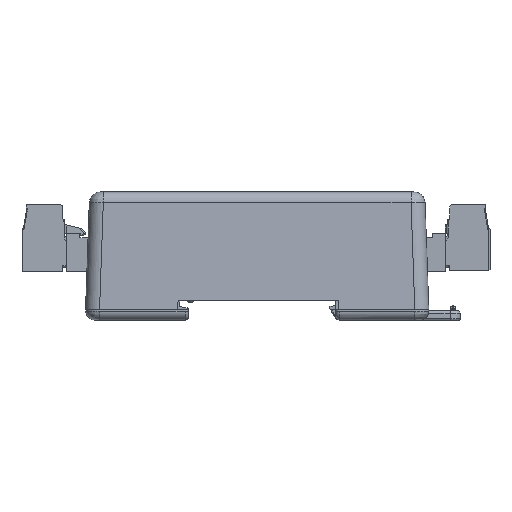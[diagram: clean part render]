
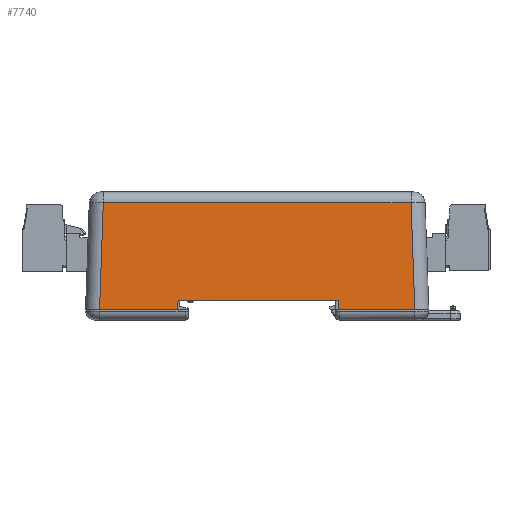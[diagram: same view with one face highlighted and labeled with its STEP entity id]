
A CAD part, front view. The second image highlights one B-rep face of the part: STEP entity #7740.
In plain terms, the highlighted free-form (B-spline) face has degree [1, 1] with [2, 2] control points.
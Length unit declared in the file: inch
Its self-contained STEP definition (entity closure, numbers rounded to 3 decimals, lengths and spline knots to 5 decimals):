
#6682=CARTESIAN_POINT('V101',(0.02464,-0.22869,
   0.61349));
#6683=VERTEX_POINT('V101',#6682);
#6737=CARTESIAN_POINT('V98',(2.76473,-0.22869,
   0.61349));
#6738=VERTEX_POINT('V98',#6737);
#6758=CARTESIAN_POINT('E155',(2.76473,-0.22869,
   0.61349));
#6759=CARTESIAN_POINT('E155',(0.02464,-0.22869,
   0.61349));
#6760=B_SPLINE_CURVE_WITH_KNOTS('E155',1,(#6758,#6759),
   .POLYLINE_FORM.,.F.,.U.,(2,2),(2.0,19.84047),
   .UNSPECIFIED.);
#6761=EDGE_CURVE('E155',#6738,#6683,#6760,.T.);
#7685=CARTESIAN_POINT('F13',(-0.13887,-0.26199,
   -0.34));
#7686=CARTESIAN_POINT('F13',(2.92824,-0.26199,
   -0.34));
#7687=CARTESIAN_POINT('F13',(-0.13887,-0.22532,
   0.71));
#7688=CARTESIAN_POINT('F13',(2.92824,-0.22532,
   0.71));
#7689=B_SPLINE_SURFACE_WITH_KNOTS('F13',1,1,((#7685,#7687),(#7686,
   #7688)),.PLANE_SURF.,.F.,.F.,.U.,(2,2),(2,2),(0.0,
   2.91928),(0.0,1.0),.UNSPECIFIED.);
#7690=ORIENTED_EDGE('F57',*,*,#6761,.T.);
#7691=CARTESIAN_POINT('V39',(-0.00866,-0.26199,
   -0.34));
#7692=VERTEX_POINT('V39',#7691);
#7693=CARTESIAN_POINT('E66',(0.02464,-0.22869,
   0.61349));
#7694=CARTESIAN_POINT('E66',(-0.00866,-0.26199,
   -0.34));
#7695=B_SPLINE_CURVE_WITH_KNOTS('E66',1,(#7693,#7694),
   .POLYLINE_FORM.,.F.,.U.,(2,2),(2.4925,
   7.35828),.UNSPECIFIED.);
#7696=EDGE_CURVE('E66',#6683,#7692,#7695,.T.);
#7697=ORIENTED_EDGE('E66',*,*,#7696,.T.);
#7698=CARTESIAN_POINT('V38',(0.68602,-0.26199,
   -0.34));
#7699=VERTEX_POINT('V38',#7698);
#7700=CARTESIAN_POINT('E38',(-0.00866,-0.26199,
   -0.34));
#7701=CARTESIAN_POINT('E38',(0.68602,-0.26199,
   -0.34));
#7702=B_SPLINE_CURVE_WITH_KNOTS('E38',1,(#7700,#7701),
   .POLYLINE_FORM.,.F.,.U.,(2,2),(0.04247,
   0.26902),.UNSPECIFIED.);
#7703=EDGE_CURVE('E38',#7692,#7699,#7702,.T.);
#7704=ORIENTED_EDGE('E38',*,*,#7703,.T.);
#7705=CARTESIAN_POINT('V48',(0.69041,-0.25907,
   -0.25626));
#7706=VERTEX_POINT('V48',#7705);
#7707=CARTESIAN_POINT('E49',(0.68602,-0.26199,
   -0.34));
#7708=CARTESIAN_POINT('E49',(0.69041,-0.25907,
   -0.25626));
#7709=QUASI_UNIFORM_CURVE('E49',1,(#7707,#7708),.POLYLINE_FORM.,.F.,
   .U.);
#7710=EDGE_CURVE('E49',#7699,#7706,#7709,.T.);
#7711=ORIENTED_EDGE('E49',*,*,#7710,.T.);
#7712=CARTESIAN_POINT('V52',(2.1153,-0.25907,
   -0.25626));
#7713=VERTEX_POINT('V52',#7712);
#7714=CARTESIAN_POINT('E60',(0.69041,-0.25907,
   -0.25626));
#7715=CARTESIAN_POINT('E60',(2.1153,-0.25907,
   -0.25626));
#7716=B_SPLINE_CURVE_WITH_KNOTS('E60',1,(#7714,#7715),
   .POLYLINE_FORM.,.F.,.U.,(2,2),(0.04545,
   0.95455),.UNSPECIFIED.);
#7717=EDGE_CURVE('E60',#7706,#7713,#7716,.T.);
#7718=ORIENTED_EDGE('E60',*,*,#7717,.T.);
#7719=CARTESIAN_POINT('V29',(2.11969,-0.26199,
   -0.34));
#7720=VERTEX_POINT('V29',#7719);
#7721=CARTESIAN_POINT('E56',(2.1153,-0.25907,
   -0.25626));
#7722=CARTESIAN_POINT('E56',(2.11969,-0.26199,
   -0.34));
#7723=QUASI_UNIFORM_CURVE('E56',1,(#7721,#7722),.POLYLINE_FORM.,.F.,
   .U.);
#7724=EDGE_CURVE('E56',#7713,#7720,#7723,.T.);
#7725=ORIENTED_EDGE('E56',*,*,#7724,.T.);
#7726=CARTESIAN_POINT('V36',(2.79803,-0.26199,
   -0.34));
#7727=VERTEX_POINT('V36',#7726);
#7728=CARTESIAN_POINT('E36',(2.11969,-0.26199,
   -0.34));
#7729=CARTESIAN_POINT('E36',(2.79803,-0.26199,
   -0.34));
#7730=B_SPLINE_CURVE_WITH_KNOTS('E36',1,(#7728,#7729),
   .POLYLINE_FORM.,.F.,.U.,(2,2),(0.73658,
   0.95781),.UNSPECIFIED.);
#7731=EDGE_CURVE('E36',#7720,#7727,#7730,.T.);
#7732=ORIENTED_EDGE('E36',*,*,#7731,.T.);
#7733=CARTESIAN_POINT('E64',(2.79803,-0.26199,
   -0.34));
#7734=CARTESIAN_POINT('E64',(2.76473,-0.22869,
   0.61349));
#7735=B_SPLINE_CURVE_WITH_KNOTS('E64',1,(#7733,#7734),
   .POLYLINE_FORM.,.F.,.U.,(2,2),(2.0,6.86578),
   .UNSPECIFIED.);
#7736=EDGE_CURVE('E64',#7727,#6738,#7735,.T.);
#7737=ORIENTED_EDGE('E64',*,*,#7736,.T.);
#7738=EDGE_LOOP('F13',(#7690,#7697,#7704,#7711,#7718,#7725,#7732,
   #7737));
#7739=FACE_OUTER_BOUND('F13',#7738,.T.);
#7740=ADVANCED_FACE('F13',(#7739),#7689,.T.);
